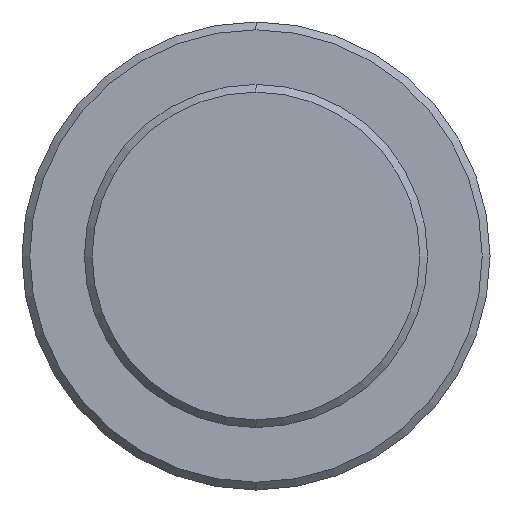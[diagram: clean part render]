
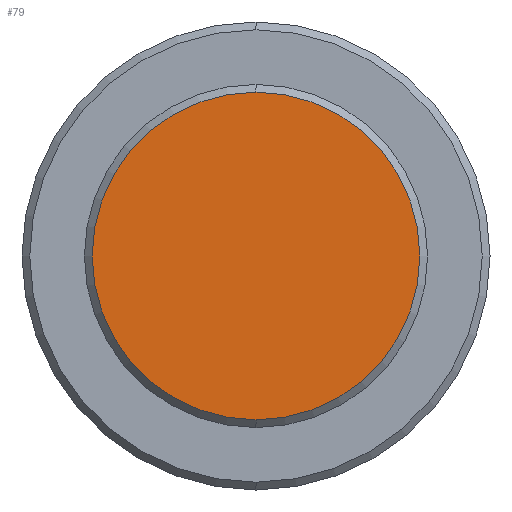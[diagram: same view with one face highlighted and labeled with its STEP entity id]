
A CAD part, left-side view. The second image highlights one B-rep face of the part: STEP entity #79.
In plain terms, the highlighted planar face has unit normal (-1, 0, 0).
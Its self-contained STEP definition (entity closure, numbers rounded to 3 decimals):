
#76 = AXIS2_PLACEMENT_3D ( 'NONE', #641, #339, #596 ) ;
#79 = ADVANCED_FACE ( 'NONE', ( #199 ), #292, .F. ) ;
#96 = DIRECTION ( 'NONE',  ( 1., 0., 0. ) ) ;
#97 = EDGE_CURVE ( 'NONE', #312, #392, #630, .T. ) ;
#178 = EDGE_LOOP ( 'NONE', ( #542, #461 ) ) ;
#199 = FACE_OUTER_BOUND ( 'NONE', #178, .T. ) ;
#208 = CARTESIAN_POINT ( 'NONE',  ( -48.05, 0., 0. ) ) ;
#244 = DIRECTION ( 'NONE',  ( 0., 0., -1. ) ) ;
#267 = DIRECTION ( 'NONE',  ( 0., 0., -1. ) ) ;
#292 = PLANE ( 'NONE',  #529 ) ;
#303 = CARTESIAN_POINT ( 'NONE',  ( -48.05, 0., 10.5 ) ) ;
#312 = VERTEX_POINT ( 'NONE', #377 ) ;
#339 = DIRECTION ( 'NONE',  ( -1., 0., 0. ) ) ;
#377 = CARTESIAN_POINT ( 'NONE',  ( -48.05, 0., -10.5 ) ) ;
#392 = VERTEX_POINT ( 'NONE', #303 ) ;
#441 = CIRCLE ( 'NONE', #586, 10.5 ) ;
#461 = ORIENTED_EDGE ( 'NONE', *, *, #575, .T. ) ;
#516 = DIRECTION ( 'NONE',  ( -1., 0., 0. ) ) ;
#529 = AXIS2_PLACEMENT_3D ( 'NONE', #592, #96, #244 ) ;
#542 = ORIENTED_EDGE ( 'NONE', *, *, #97, .T. ) ;
#575 = EDGE_CURVE ( 'NONE', #392, #312, #441, .T. ) ;
#586 = AXIS2_PLACEMENT_3D ( 'NONE', #208, #516, #267 ) ;
#592 = CARTESIAN_POINT ( 'NONE',  ( -48.05, 0., 0. ) ) ;
#596 = DIRECTION ( 'NONE',  ( 0., 0., -1. ) ) ;
#630 = CIRCLE ( 'NONE', #76, 10.5 ) ;
#641 = CARTESIAN_POINT ( 'NONE',  ( -48.05, 0., 0. ) ) ;
